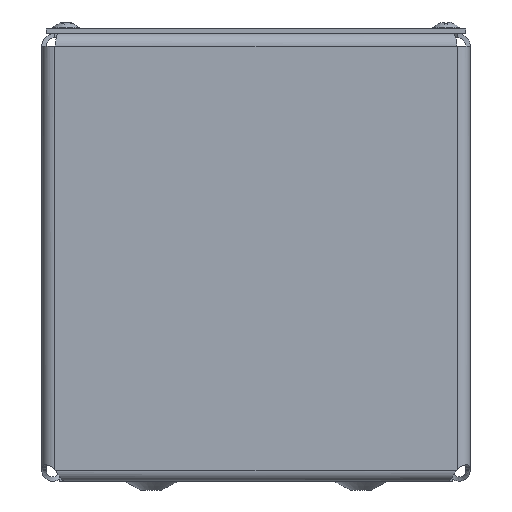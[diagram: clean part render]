
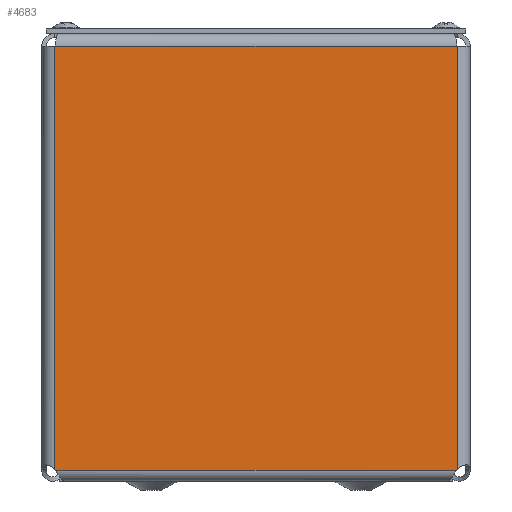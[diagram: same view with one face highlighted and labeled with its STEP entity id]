
A CAD part, front view. The second image highlights one B-rep face of the part: STEP entity #4683.
In plain terms, the highlighted face is planar.
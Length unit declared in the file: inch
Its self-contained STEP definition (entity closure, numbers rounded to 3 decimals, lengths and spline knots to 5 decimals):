
#329=LINE($,#7364,#676);
#332=LINE($,#7371,#679);
#395=LINE($,#8082,#742);
#437=LINE($,#8169,#784);
#470=LINE($,#8407,#817);
#504=LINE($,#8639,#851);
#676=VECTOR($,#5530,0.01499);
#679=VECTOR($,#5535,0.01499);
#742=VECTOR($,#5630,6.05089);
#784=VECTOR($,#5748,5.73202);
#817=VECTOR($,#5827,5.751);
#851=VECTOR($,#5921,6.05089);
#998=PLANE($,#5016);
#1414=FACE_OUTER_BOUND($,#1768,.T.);
#1768=EDGE_LOOP($,(#3853,#3854,#3855,#3856,#3857,#3858));
#2163=VERTEX_POINT($,#7361);
#2164=VERTEX_POINT($,#7363);
#2165=VERTEX_POINT($,#7367);
#2167=VERTEX_POINT($,#7370);
#2231=VERTEX_POINT($,#8080);
#2261=VERTEX_POINT($,#8399);
#2587=EDGE_CURVE($,#2164,#2163,#329,.T.);
#2590=EDGE_CURVE($,#2167,#2165,#332,.T.);
#2690=EDGE_CURVE($,#2163,#2231,#395,.T.);
#2736=EDGE_CURVE($,#2165,#2164,#437,.T.);
#2782=EDGE_CURVE($,#2231,#2261,#470,.T.);
#2836=EDGE_CURVE($,#2261,#2167,#504,.T.);
#3853=ORIENTED_EDGE($,*,*,#2590,.T.);
#3854=ORIENTED_EDGE($,*,*,#2736,.T.);
#3855=ORIENTED_EDGE($,*,*,#2587,.T.);
#3856=ORIENTED_EDGE($,*,*,#2690,.T.);
#3857=ORIENTED_EDGE($,*,*,#2782,.T.);
#3858=ORIENTED_EDGE($,*,*,#2836,.T.);
#4683=ADVANCED_FACE($,(#1414),#998,.F.);
#5016=AXIS2_PLACEMENT_3D($,#8638,#5919,#5920);
#5530=DIRECTION($,(0.,-0.774,0.633));
#5535=DIRECTION($,(0.,0.774,0.633));
#5630=DIRECTION($,(0.,-1.,0.));
#5748=DIRECTION($,(0.,0.,1.));
#5827=DIRECTION($,(0.,0.,-1.));
#5919=DIRECTION('center_axis',(-1.,0.,0.));
#5920=DIRECTION('ref_axis',(0.,0.,1.));
#5921=DIRECTION($,(0.,1.,0.));
#7361=CARTESIAN_POINT('',(9.0625,3.08214,-17.96336));
#7363=CARTESIAN_POINT('',(9.0625,3.09375,-17.97285));
#7364=CARTESIAN_POINT($,(9.0625,5.04213,-19.56535));
#7367=CARTESIAN_POINT('',(9.0625,3.09375,-23.70487));
#7370=CARTESIAN_POINT('',(9.0625,3.08214,-23.71436));
#7371=CARTESIAN_POINT($,(9.0625,1.17075,-25.27662));
#8080=CARTESIAN_POINT('',(9.0625,-2.96875,-17.96336));
#8082=CARTESIAN_POINT($,(9.0625,1.54688,-17.96336));
#8169=CARTESIAN_POINT($,(9.0625,3.09375,-23.90136));
#8399=CARTESIAN_POINT('',(9.0625,-2.96875,-23.71436));
#8407=CARTESIAN_POINT($,(9.0625,-2.96875,-19.40111));
#8638=CARTESIAN_POINT('Origin',(9.0625,0.,
-29.79142));
#8639=CARTESIAN_POINT($,(9.0625,-1.54688,-23.71436));
